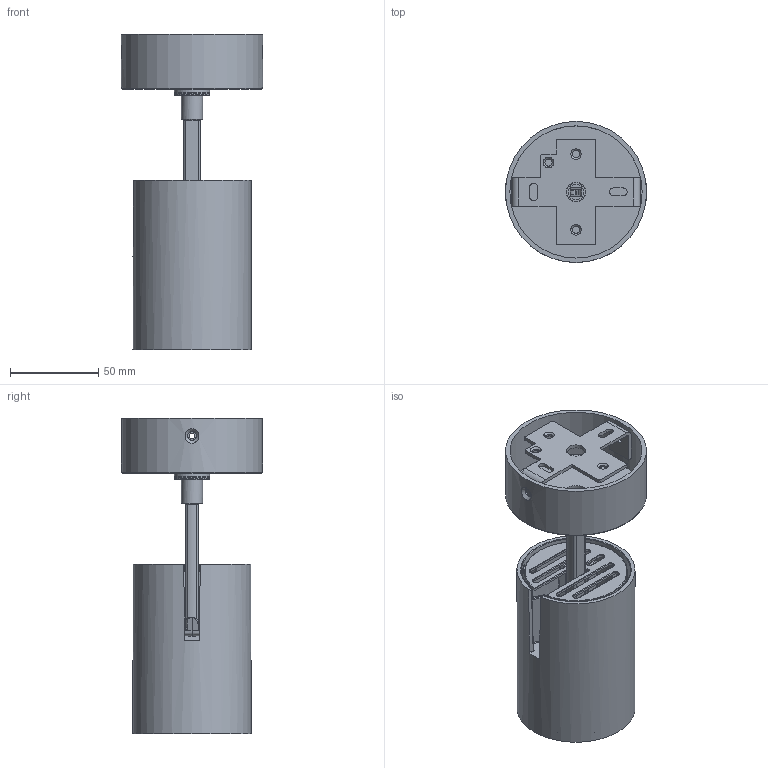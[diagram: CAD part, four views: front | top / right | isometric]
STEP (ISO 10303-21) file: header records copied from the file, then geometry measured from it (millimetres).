
FILE_DESCRIPTION(/* description */ ('This is a sample STEP configuration'),/* implementation_level */ '2;1');
FILE_NAME(/* name */ '599-105xxxxxxxxx SIMPLE.ipt_Rev_00.2.stp',/* time_stamp */ '2023-04-27T15:08:54+02:00',/* author */ ('powerJobs'),/* organization */ ('coolOrange'),/* preprocessor_version */ 'ST-DEVELOPER v19.2',/* originating_system */ 'Autodesk Inventor 2023',/* authorisation */ '');
FILE_SCHEMA (('AUTOMOTIVE_DESIGN { 1 0 10303 214 3 1 1 }'));
Products named in the file (1): ENG000026438
Bounding box: 80 x 80 x 178.8 mm (x, y, z)
Volume: 120702.5 mm3; surface area: 105732 mm2
Topology: 4 solids, 4 shells, 2213 faces, 5914 edges, 3674 vertices
Faces by surface type: bspline 1145, cylinder 379, plane 331, torus 150, sphere 135, cone 73
Full cylindrical faces by diameter (mm): 2.7 x7, 3.242 x4, 4 x3, 4.9 x2, 9 x1, 10.5 x1, 11 x1, 12 x1, 13.2 x1, 20 x2, 64 x1, 65 x1, 65.7 x1, 67 x1, 75 x1, 80 x1
Entity records: 118919 total; most frequent: CARTESIAN_POINT 72343, ORIENTED_EDGE 11784, DIRECTION 6521, EDGE_CURVE 5892, VERTEX_POINT 3674, B_SPLINE_CURVE_WITH_KNOTS 3122, AXIS2_PLACEMENT_3D 2723, EDGE_LOOP 2290
